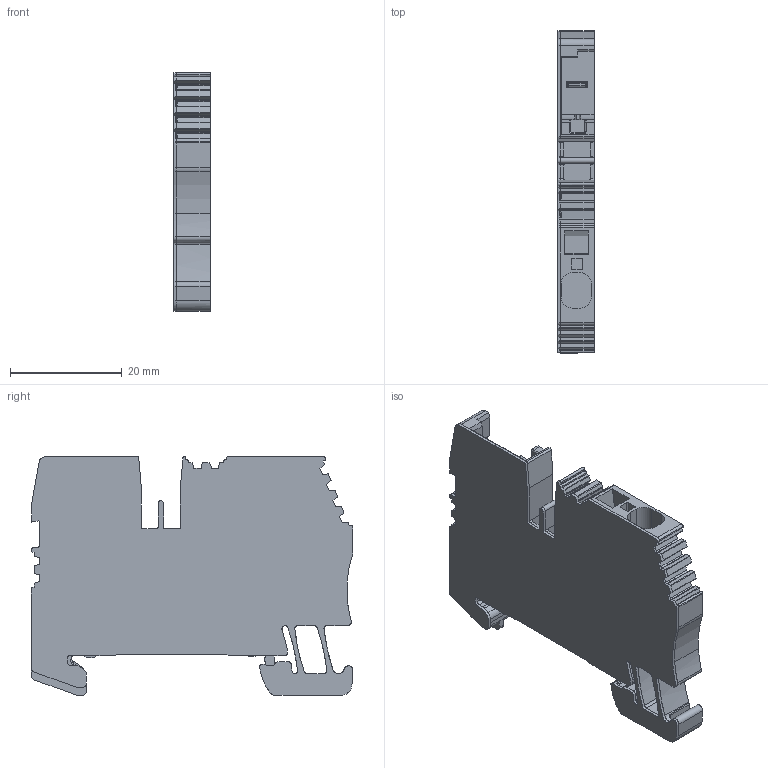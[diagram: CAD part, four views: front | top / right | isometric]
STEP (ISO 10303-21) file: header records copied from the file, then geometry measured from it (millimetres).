
FILE_DESCRIPTION(('CATIA V5R22 STEP214','CAx-IF Rec.Pracs.--- Model Styling and Organization---1.4--- 2014-01-23'),'2;1');
FILE_NAME ('023933-3_0', '2021-04-13T04:55:17+00:00', ('Weidmueller Interface'), ('Weidmueller'), 'CATIA Version 5-6 Release 2016 SP3 HF44', 'CATIA V5 STEP AP214', 'none');
FILE_SCHEMA(('AUTOMOTIVE_DESIGN { 1 0 10303 214 1 1 1 1 }'));
Length unit declared in the file: millimetre
Products named in the file (1): 36502_ZTPE_4_2AN_1_AllCATPart
Bounding box: 6.5 x 57.55 x 42.7 mm (x, y, z)
Volume: 10655.2 mm3; surface area: 11103.8 mm2
Topology: 7 solids, 9 shells, 690 faces, 1988 edges, 1320 vertices
Faces by surface type: plane 431, cylinder 248, torus 6, sphere 2, bspline 2, extrusion 1
Entity records: 21457 total; most frequent: CARTESIAN_POINT 4667, ORIENTED_EDGE 3972, DIRECTION 2678, EDGE_CURVE 1986, VECTOR 1447, LINE 1446, VERTEX_POINT 1320, AXIS2_PLACEMENT_3D 819
